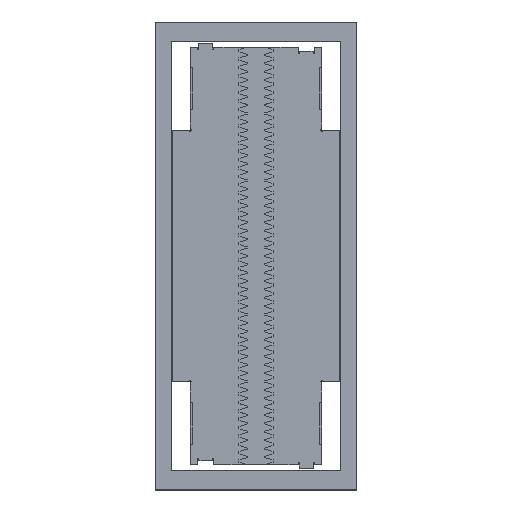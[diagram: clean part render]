
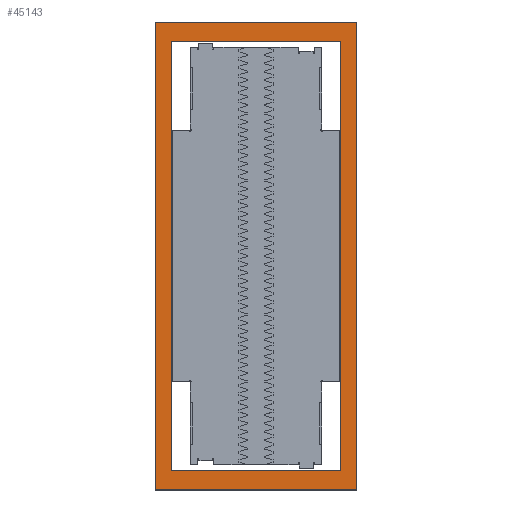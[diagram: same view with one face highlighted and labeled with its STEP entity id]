
A CAD part, top view. The second image highlights one B-rep face of the part: STEP entity #45143.
In plain terms, the highlighted planar face has unit normal (0, 0, 1).
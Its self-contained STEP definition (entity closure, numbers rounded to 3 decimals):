
#45143 = ADVANCED_FACE('',(#45144,#45263),#45158,.T.);
#45144 = FACE_BOUND('',#45145,.T.);
#45145 = EDGE_LOOP('',(#45146,#45181,#45209,#45237));
#45146 = ORIENTED_EDGE('',*,*,#45147,.T.);
#45147 = EDGE_CURVE('',#45148,#45150,#45152,.T.);
#45148 = VERTEX_POINT('',#45149);
#45149 = CARTESIAN_POINT('',(16.2,40.9,-4.2));
#45150 = VERTEX_POINT('',#45151);
#45151 = CARTESIAN_POINT('',(16.2,-40.9,-4.2));
#45152 = SURFACE_CURVE('',#45153,(#45157,#45169),.PCURVE_S1.);
#45153 = LINE('',#45154,#45155);
#45154 = CARTESIAN_POINT('',(16.2,40.9,-4.2));
#45155 = VECTOR('',#45156,1.);
#45156 = DIRECTION('',(0.,-1.,0.));
#45157 = PCURVE('',#45158,#45163);
#45158 = PLANE('',#45159);
#45159 = AXIS2_PLACEMENT_3D('',#45160,#45161,#45162);
#45160 = CARTESIAN_POINT('',(19.2,40.,-4.2));
#45161 = DIRECTION('',(0.,0.,1.));
#45162 = DIRECTION('',(0.,1.,0.));
#45163 = DEFINITIONAL_REPRESENTATION('',(#45164),#45168);
#45164 = LINE('',#45165,#45166);
#45165 = CARTESIAN_POINT('',(0.9,3.));
#45166 = VECTOR('',#45167,1.);
#45167 = DIRECTION('',(-1.,0.));
#45168 = ( GEOMETRIC_REPRESENTATION_CONTEXT(2) 
PARAMETRIC_REPRESENTATION_CONTEXT() REPRESENTATION_CONTEXT('2D SPACE',''
  ) );
#45169 = PCURVE('',#45170,#45175);
#45170 = PLANE('',#45171);
#45171 = AXIS2_PLACEMENT_3D('',#45172,#45173,#45174);
#45172 = CARTESIAN_POINT('',(16.2,40.,-6.6));
#45173 = DIRECTION('',(-1.,0.,0.));
#45174 = DIRECTION('',(0.,0.,1.));
#45175 = DEFINITIONAL_REPRESENTATION('',(#45176),#45180);
#45176 = LINE('',#45177,#45178);
#45177 = CARTESIAN_POINT('',(2.4,0.9));
#45178 = VECTOR('',#45179,1.);
#45179 = DIRECTION('',(0.,-1.));
#45180 = ( GEOMETRIC_REPRESENTATION_CONTEXT(2) 
PARAMETRIC_REPRESENTATION_CONTEXT() REPRESENTATION_CONTEXT('2D SPACE',''
  ) );
#45181 = ORIENTED_EDGE('',*,*,#45182,.F.);
#45182 = EDGE_CURVE('',#45183,#45150,#45185,.T.);
#45183 = VERTEX_POINT('',#45184);
#45184 = CARTESIAN_POINT('',(-16.2,-40.9,-4.2));
#45185 = SURFACE_CURVE('',#45186,(#45190,#45197),.PCURVE_S1.);
#45186 = LINE('',#45187,#45188);
#45187 = CARTESIAN_POINT('',(-16.2,-40.9,-4.2));
#45188 = VECTOR('',#45189,1.);
#45189 = DIRECTION('',(1.,0.,0.));
#45190 = PCURVE('',#45158,#45191);
#45191 = DEFINITIONAL_REPRESENTATION('',(#45192),#45196);
#45192 = LINE('',#45193,#45194);
#45193 = CARTESIAN_POINT('',(-80.9,35.4));
#45194 = VECTOR('',#45195,1.);
#45195 = DIRECTION('',(0.,-1.));
#45196 = ( GEOMETRIC_REPRESENTATION_CONTEXT(2) 
PARAMETRIC_REPRESENTATION_CONTEXT() REPRESENTATION_CONTEXT('2D SPACE',''
  ) );
#45197 = PCURVE('',#45198,#45203);
#45198 = PLANE('',#45199);
#45199 = AXIS2_PLACEMENT_3D('',#45200,#45201,#45202);
#45200 = CARTESIAN_POINT('',(-16.2,-40.9,-6.6));
#45201 = DIRECTION('',(0.,-1.,0.));
#45202 = DIRECTION('',(0.,0.,1.));
#45203 = DEFINITIONAL_REPRESENTATION('',(#45204),#45208);
#45204 = LINE('',#45205,#45206);
#45205 = CARTESIAN_POINT('',(2.4,0.));
#45206 = VECTOR('',#45207,1.);
#45207 = DIRECTION('',(0.,-1.));
#45208 = ( GEOMETRIC_REPRESENTATION_CONTEXT(2) 
PARAMETRIC_REPRESENTATION_CONTEXT() REPRESENTATION_CONTEXT('2D SPACE',''
  ) );
#45209 = ORIENTED_EDGE('',*,*,#45210,.T.);
#45210 = EDGE_CURVE('',#45183,#45211,#45213,.T.);
#45211 = VERTEX_POINT('',#45212);
#45212 = CARTESIAN_POINT('',(-16.2,40.9,-4.2));
#45213 = SURFACE_CURVE('',#45214,(#45218,#45225),.PCURVE_S1.);
#45214 = LINE('',#45215,#45216);
#45215 = CARTESIAN_POINT('',(-16.2,-40.9,-4.2));
#45216 = VECTOR('',#45217,1.);
#45217 = DIRECTION('',(0.,1.,0.));
#45218 = PCURVE('',#45158,#45219);
#45219 = DEFINITIONAL_REPRESENTATION('',(#45220),#45224);
#45220 = LINE('',#45221,#45222);
#45221 = CARTESIAN_POINT('',(-80.9,35.4));
#45222 = VECTOR('',#45223,1.);
#45223 = DIRECTION('',(1.,0.));
#45224 = ( GEOMETRIC_REPRESENTATION_CONTEXT(2) 
PARAMETRIC_REPRESENTATION_CONTEXT() REPRESENTATION_CONTEXT('2D SPACE',''
  ) );
#45225 = PCURVE('',#45226,#45231);
#45226 = PLANE('',#45227);
#45227 = AXIS2_PLACEMENT_3D('',#45228,#45229,#45230);
#45228 = CARTESIAN_POINT('',(-16.2,40.,-6.6));
#45229 = DIRECTION('',(-1.,0.,0.));
#45230 = DIRECTION('',(0.,0.,1.));
#45231 = DEFINITIONAL_REPRESENTATION('',(#45232),#45236);
#45232 = LINE('',#45233,#45234);
#45233 = CARTESIAN_POINT('',(2.4,-80.9));
#45234 = VECTOR('',#45235,1.);
#45235 = DIRECTION('',(0.,1.));
#45236 = ( GEOMETRIC_REPRESENTATION_CONTEXT(2) 
PARAMETRIC_REPRESENTATION_CONTEXT() REPRESENTATION_CONTEXT('2D SPACE',''
  ) );
#45237 = ORIENTED_EDGE('',*,*,#45238,.F.);
#45238 = EDGE_CURVE('',#45148,#45211,#45239,.T.);
#45239 = SURFACE_CURVE('',#45240,(#45244,#45251),.PCURVE_S1.);
#45240 = LINE('',#45241,#45242);
#45241 = CARTESIAN_POINT('',(16.2,40.9,-4.2));
#45242 = VECTOR('',#45243,1.);
#45243 = DIRECTION('',(-1.,0.,0.));
#45244 = PCURVE('',#45158,#45245);
#45245 = DEFINITIONAL_REPRESENTATION('',(#45246),#45250);
#45246 = LINE('',#45247,#45248);
#45247 = CARTESIAN_POINT('',(0.9,3.));
#45248 = VECTOR('',#45249,1.);
#45249 = DIRECTION('',(0.,1.));
#45250 = ( GEOMETRIC_REPRESENTATION_CONTEXT(2) 
PARAMETRIC_REPRESENTATION_CONTEXT() REPRESENTATION_CONTEXT('2D SPACE',''
  ) );
#45251 = PCURVE('',#45252,#45257);
#45252 = PLANE('',#45253);
#45253 = AXIS2_PLACEMENT_3D('',#45254,#45255,#45256);
#45254 = CARTESIAN_POINT('',(16.2,40.9,-6.6));
#45255 = DIRECTION('',(0.,1.,0.));
#45256 = DIRECTION('',(0.,0.,1.));
#45257 = DEFINITIONAL_REPRESENTATION('',(#45258),#45262);
#45258 = LINE('',#45259,#45260);
#45259 = CARTESIAN_POINT('',(2.4,0.));
#45260 = VECTOR('',#45261,1.);
#45261 = DIRECTION('',(0.,-1.));
#45262 = ( GEOMETRIC_REPRESENTATION_CONTEXT(2) 
PARAMETRIC_REPRESENTATION_CONTEXT() REPRESENTATION_CONTEXT('2D SPACE',''
  ) );
#45263 = FACE_BOUND('',#45264,.T.);
#45264 = EDGE_LOOP('',(#45265,#45295,#45323,#45351));
#45265 = ORIENTED_EDGE('',*,*,#45266,.T.);
#45266 = EDGE_CURVE('',#45267,#45269,#45271,.T.);
#45267 = VERTEX_POINT('',#45268);
#45268 = CARTESIAN_POINT('',(-19.2,44.7,-4.2));
#45269 = VERTEX_POINT('',#45270);
#45270 = CARTESIAN_POINT('',(-19.2,-44.7,-4.2));
#45271 = SURFACE_CURVE('',#45272,(#45276,#45283),.PCURVE_S1.);
#45272 = LINE('',#45273,#45274);
#45273 = CARTESIAN_POINT('',(-19.2,44.7,-4.2));
#45274 = VECTOR('',#45275,1.);
#45275 = DIRECTION('',(0.,-1.,0.));
#45276 = PCURVE('',#45158,#45277);
#45277 = DEFINITIONAL_REPRESENTATION('',(#45278),#45282);
#45278 = LINE('',#45279,#45280);
#45279 = CARTESIAN_POINT('',(4.7,38.4));
#45280 = VECTOR('',#45281,1.);
#45281 = DIRECTION('',(-1.,0.));
#45282 = ( GEOMETRIC_REPRESENTATION_CONTEXT(2) 
PARAMETRIC_REPRESENTATION_CONTEXT() REPRESENTATION_CONTEXT('2D SPACE',''
  ) );
#45283 = PCURVE('',#45284,#45289);
#45284 = PLANE('',#45285);
#45285 = AXIS2_PLACEMENT_3D('',#45286,#45287,#45288);
#45286 = CARTESIAN_POINT('',(-19.2,40.,-6.6));
#45287 = DIRECTION('',(-1.,0.,0.));
#45288 = DIRECTION('',(0.,0.,1.));
#45289 = DEFINITIONAL_REPRESENTATION('',(#45290),#45294);
#45290 = LINE('',#45291,#45292);
#45291 = CARTESIAN_POINT('',(2.4,4.7));
#45292 = VECTOR('',#45293,1.);
#45293 = DIRECTION('',(0.,-1.));
#45294 = ( GEOMETRIC_REPRESENTATION_CONTEXT(2) 
PARAMETRIC_REPRESENTATION_CONTEXT() REPRESENTATION_CONTEXT('2D SPACE',''
  ) );
#45295 = ORIENTED_EDGE('',*,*,#45296,.T.);
#45296 = EDGE_CURVE('',#45269,#45297,#45299,.T.);
#45297 = VERTEX_POINT('',#45298);
#45298 = CARTESIAN_POINT('',(19.2,-44.7,-4.2));
#45299 = SURFACE_CURVE('',#45300,(#45304,#45311),.PCURVE_S1.);
#45300 = LINE('',#45301,#45302);
#45301 = CARTESIAN_POINT('',(-19.2,-44.7,-4.2));
#45302 = VECTOR('',#45303,1.);
#45303 = DIRECTION('',(1.,0.,0.));
#45304 = PCURVE('',#45158,#45305);
#45305 = DEFINITIONAL_REPRESENTATION('',(#45306),#45310);
#45306 = LINE('',#45307,#45308);
#45307 = CARTESIAN_POINT('',(-84.7,38.4));
#45308 = VECTOR('',#45309,1.);
#45309 = DIRECTION('',(0.,-1.));
#45310 = ( GEOMETRIC_REPRESENTATION_CONTEXT(2) 
PARAMETRIC_REPRESENTATION_CONTEXT() REPRESENTATION_CONTEXT('2D SPACE',''
  ) );
#45311 = PCURVE('',#45312,#45317);
#45312 = PLANE('',#45313);
#45313 = AXIS2_PLACEMENT_3D('',#45314,#45315,#45316);
#45314 = CARTESIAN_POINT('',(-19.2,-44.7,-6.6));
#45315 = DIRECTION('',(0.,-1.,0.));
#45316 = DIRECTION('',(0.,0.,1.));
#45317 = DEFINITIONAL_REPRESENTATION('',(#45318),#45322);
#45318 = LINE('',#45319,#45320);
#45319 = CARTESIAN_POINT('',(2.4,0.));
#45320 = VECTOR('',#45321,1.);
#45321 = DIRECTION('',(0.,-1.));
#45322 = ( GEOMETRIC_REPRESENTATION_CONTEXT(2) 
PARAMETRIC_REPRESENTATION_CONTEXT() REPRESENTATION_CONTEXT('2D SPACE',''
  ) );
#45323 = ORIENTED_EDGE('',*,*,#45324,.T.);
#45324 = EDGE_CURVE('',#45297,#45325,#45327,.T.);
#45325 = VERTEX_POINT('',#45326);
#45326 = CARTESIAN_POINT('',(19.2,44.7,-4.2));
#45327 = SURFACE_CURVE('',#45328,(#45332,#45339),.PCURVE_S1.);
#45328 = LINE('',#45329,#45330);
#45329 = CARTESIAN_POINT('',(19.2,-44.7,-4.2));
#45330 = VECTOR('',#45331,1.);
#45331 = DIRECTION('',(0.,1.,0.));
#45332 = PCURVE('',#45158,#45333);
#45333 = DEFINITIONAL_REPRESENTATION('',(#45334),#45338);
#45334 = LINE('',#45335,#45336);
#45335 = CARTESIAN_POINT('',(-84.7,0.));
#45336 = VECTOR('',#45337,1.);
#45337 = DIRECTION('',(1.,0.));
#45338 = ( GEOMETRIC_REPRESENTATION_CONTEXT(2) 
PARAMETRIC_REPRESENTATION_CONTEXT() REPRESENTATION_CONTEXT('2D SPACE',''
  ) );
#45339 = PCURVE('',#45340,#45345);
#45340 = PLANE('',#45341);
#45341 = AXIS2_PLACEMENT_3D('',#45342,#45343,#45344);
#45342 = CARTESIAN_POINT('',(19.2,40.,-6.6));
#45343 = DIRECTION('',(-1.,0.,0.));
#45344 = DIRECTION('',(0.,0.,1.));
#45345 = DEFINITIONAL_REPRESENTATION('',(#45346),#45350);
#45346 = LINE('',#45347,#45348);
#45347 = CARTESIAN_POINT('',(2.4,-84.7));
#45348 = VECTOR('',#45349,1.);
#45349 = DIRECTION('',(0.,1.));
#45350 = ( GEOMETRIC_REPRESENTATION_CONTEXT(2) 
PARAMETRIC_REPRESENTATION_CONTEXT() REPRESENTATION_CONTEXT('2D SPACE',''
  ) );
#45351 = ORIENTED_EDGE('',*,*,#45352,.T.);
#45352 = EDGE_CURVE('',#45325,#45267,#45353,.T.);
#45353 = SURFACE_CURVE('',#45354,(#45358,#45365),.PCURVE_S1.);
#45354 = LINE('',#45355,#45356);
#45355 = CARTESIAN_POINT('',(19.2,44.7,-4.2));
#45356 = VECTOR('',#45357,1.);
#45357 = DIRECTION('',(-1.,0.,0.));
#45358 = PCURVE('',#45158,#45359);
#45359 = DEFINITIONAL_REPRESENTATION('',(#45360),#45364);
#45360 = LINE('',#45361,#45362);
#45361 = CARTESIAN_POINT('',(4.7,0.));
#45362 = VECTOR('',#45363,1.);
#45363 = DIRECTION('',(0.,1.));
#45364 = ( GEOMETRIC_REPRESENTATION_CONTEXT(2) 
PARAMETRIC_REPRESENTATION_CONTEXT() REPRESENTATION_CONTEXT('2D SPACE',''
  ) );
#45365 = PCURVE('',#45366,#45371);
#45366 = PLANE('',#45367);
#45367 = AXIS2_PLACEMENT_3D('',#45368,#45369,#45370);
#45368 = CARTESIAN_POINT('',(19.2,44.7,-6.6));
#45369 = DIRECTION('',(0.,1.,0.));
#45370 = DIRECTION('',(0.,0.,1.));
#45371 = DEFINITIONAL_REPRESENTATION('',(#45372),#45376);
#45372 = LINE('',#45373,#45374);
#45373 = CARTESIAN_POINT('',(2.4,0.));
#45374 = VECTOR('',#45375,1.);
#45375 = DIRECTION('',(0.,-1.));
#45376 = ( GEOMETRIC_REPRESENTATION_CONTEXT(2) 
PARAMETRIC_REPRESENTATION_CONTEXT() REPRESENTATION_CONTEXT('2D SPACE',''
  ) );
